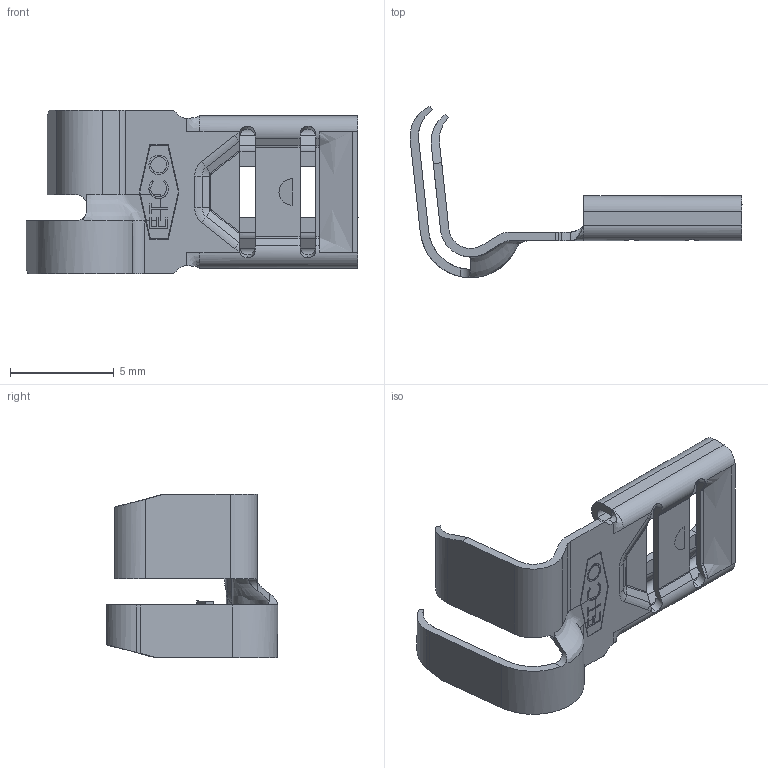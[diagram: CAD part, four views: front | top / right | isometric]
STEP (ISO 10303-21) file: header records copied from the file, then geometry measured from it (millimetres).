
FILE_DESCRIPTION (( 'STEP AP203' ), '1' );
FILE_NAME ('07863.STEP', '2015-02-18T16:56:01', ( '' ), ( '' ), 'SwSTEP 2.0', 'SolidWorks 2014', '' );
FILE_SCHEMA (( 'CONFIG_CONTROL_DESIGN' ));
Length unit declared in the file: inch
Products named in the file (1): 07863
Bounding box: 16 x 8.26 x 7.87 mm (x, y, z)
Volume: 79.1 mm3; surface area: 447.4 mm2
Topology: 1 solids, 1 shells, 340 faces, 944 edges, 604 vertices
Faces by surface type: plane 162, cylinder 80, bspline 62, cone 24, torus 12
Entity records: 14005 total; most frequent: CARTESIAN_POINT 5836, ORIENTED_EDGE 1882, DIRECTION 1424, EDGE_CURVE 941, VERTEX_POINT 604, VECTOR 542, LINE 542, AXIS2_PLACEMENT_3D 441
